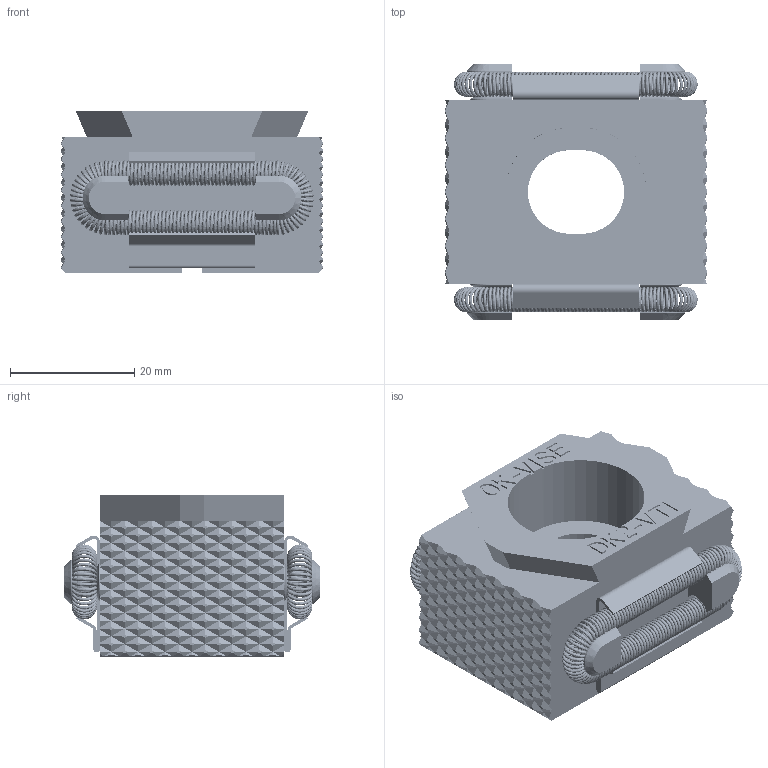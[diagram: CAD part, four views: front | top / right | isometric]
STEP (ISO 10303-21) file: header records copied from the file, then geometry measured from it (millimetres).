
FILE_DESCRIPTION (( 'STEP AP214' ), '1' );
FILE_NAME ('Jergens_DK2-VTI.step', '2018-04-10T19:08:02', ( '' ), ( '' ), 'SwSTEP 2.0', 'SolidWorks 2018', '' );
FILE_SCHEMA (( 'AUTOMOTIVE_DESIGN' ));
Length unit declared in the file: millimetre
Products named in the file (4): KIDK2-VTI.step; SIB-SPRING DK2.step; PLDK2-VT.step; Jergens_DK2-VTI
Assembly tree (5 placements, depth 2):
  Jergens_DK2-VTI
    KIDK2-VTI.step
    PLDK2-VT.step  x2
    SIB-SPRING DK2.step  x2
Bounding box: 41.97 x 41 x 25.9 mm (x, y, z)
Volume: 23150.1 mm3; surface area: 17205.4 mm2
Topology: 9 solids, 9 shells, 3679 faces, 9151 edges, 5332 vertices
Faces by surface type: plane 1867, bspline 1740, cylinder 54, torus 12, cone 6
Entity records: 73989 total; most frequent: CARTESIAN_POINT 32197, ORIENTED_EDGE 9754, DIRECTION 7820, EDGE_CURVE 4877, AXIS2_PLACEMENT_3D 2975, VERTEX_POINT 2867, EDGE_LOOP 1966, CIRCLE 1951
